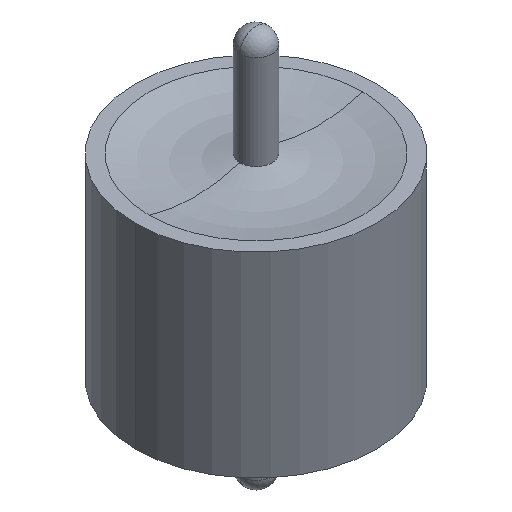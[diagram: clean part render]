
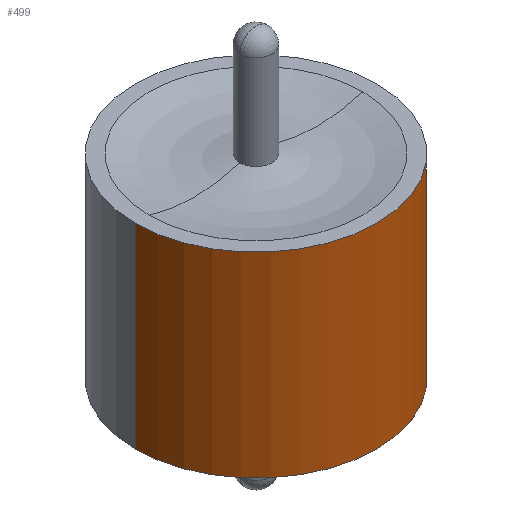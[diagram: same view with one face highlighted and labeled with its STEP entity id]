
A CAD part, isometric view. The second image highlights one B-rep face of the part: STEP entity #499.
In plain terms, the highlighted cylindrical face has radius 0.865 mm (diameter 1.73 mm), a partial arc.
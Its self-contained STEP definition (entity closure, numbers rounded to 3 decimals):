
#13 = EDGE_LOOP ( 'NONE', ( #41, #421, #414, #453 ) ) ;
#41 = ORIENTED_EDGE ( 'NONE', *, *, #571, .F. ) ;
#42 = AXIS2_PLACEMENT_3D ( 'NONE', #303, #490, #583 ) ;
#65 = CARTESIAN_POINT ( 'NONE',  ( 0., 0., 0.7 ) ) ;
#75 = LINE ( 'NONE', #576, #547 ) ;
#122 = DIRECTION ( 'NONE',  ( 0., 0., -1. ) ) ;
#175 = CARTESIAN_POINT ( 'NONE',  ( -0.865, 0., -0.7 ) ) ;
#192 = DIRECTION ( 'NONE',  ( 0., 0., 1. ) ) ;
#222 = EDGE_CURVE ( 'NONE', #252, #563, #249, .T. ) ;
#231 = AXIS2_PLACEMENT_3D ( 'NONE', #416, #192, #268 ) ;
#249 = CIRCLE ( 'NONE', #231, 0.865 ) ;
#252 = VERTEX_POINT ( 'NONE', #587 ) ;
#268 = DIRECTION ( 'NONE',  ( 1., 0., 0. ) ) ;
#273 = CARTESIAN_POINT ( 'NONE',  ( -0.865, 0., 0.7 ) ) ;
#280 = EDGE_CURVE ( 'NONE', #252, #545, #505, .T. ) ;
#295 = CARTESIAN_POINT ( 'NONE',  ( 0.865, 0., -0.7 ) ) ;
#303 = CARTESIAN_POINT ( 'NONE',  ( 0., 0., -0.7 ) ) ;
#307 = FACE_OUTER_BOUND ( 'NONE', #13, .T. ) ;
#308 = VECTOR ( 'NONE', #459, 1000. ) ;
#341 = CYLINDRICAL_SURFACE ( 'NONE', #358, 0.865 ) ;
#344 = CARTESIAN_POINT ( 'NONE',  ( 0.865, 0., 0.7 ) ) ;
#358 = AXIS2_PLACEMENT_3D ( 'NONE', #65, #534, #438 ) ;
#384 = CIRCLE ( 'NONE', #42, 0.865 ) ;
#414 = ORIENTED_EDGE ( 'NONE', *, *, #280, .T. ) ;
#416 = CARTESIAN_POINT ( 'NONE',  ( 0., 0., 0.7 ) ) ;
#421 = ORIENTED_EDGE ( 'NONE', *, *, #222, .F. ) ;
#438 = DIRECTION ( 'NONE',  ( -1., 0., 0. ) ) ;
#453 = ORIENTED_EDGE ( 'NONE', *, *, #507, .T. ) ;
#459 = DIRECTION ( 'NONE',  ( 0., 0., -1. ) ) ;
#490 = DIRECTION ( 'NONE',  ( 0., 0., 1. ) ) ;
#499 = ADVANCED_FACE ( 'NONE', ( #307 ), #341, .T. ) ;
#505 = LINE ( 'NONE', #273, #308 ) ;
#507 = EDGE_CURVE ( 'NONE', #545, #537, #384, .T. ) ;
#534 = DIRECTION ( 'NONE',  ( 0., 0., -1. ) ) ;
#537 = VERTEX_POINT ( 'NONE', #295 ) ;
#545 = VERTEX_POINT ( 'NONE', #175 ) ;
#547 = VECTOR ( 'NONE', #122, 1000. ) ;
#563 = VERTEX_POINT ( 'NONE', #344 ) ;
#571 = EDGE_CURVE ( 'NONE', #563, #537, #75, .T. ) ;
#576 = CARTESIAN_POINT ( 'NONE',  ( 0.865, 0., 0.7 ) ) ;
#583 = DIRECTION ( 'NONE',  ( 1., 0., 0. ) ) ;
#587 = CARTESIAN_POINT ( 'NONE',  ( -0.865, 0., 0.7 ) ) ;
